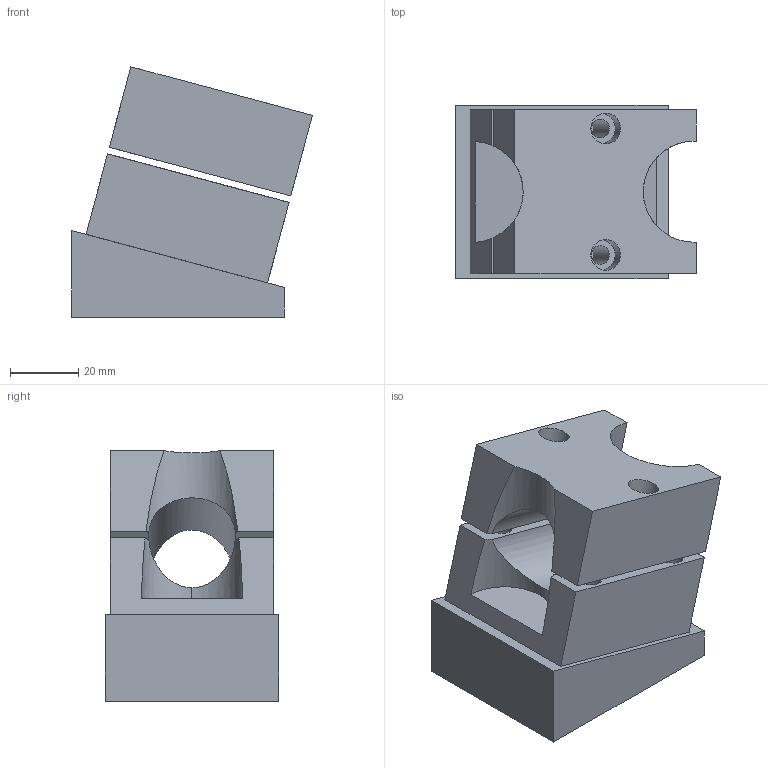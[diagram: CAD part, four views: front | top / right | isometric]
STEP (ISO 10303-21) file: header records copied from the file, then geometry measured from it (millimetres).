
FILE_DESCRIPTION(('FreeCAD Model'),'2;1');
FILE_NAME( 'parts.step', '2017-12-10T22:49:05',('Author'),(''), 'Open CASCADE STEP processor 7.1','FreeCAD','Unknown');
FILE_SCHEMA(('AUTOMOTIVE_DESIGN { 1 0 10303 214 1 1 1 1 }'));
Length unit declared in the file: millimetre
Products named in the file (6): Part; Body; Part001; Body001; Part002; Body002
Assembly tree (3 placements, depth 2):
  Part
    Body
  Part001
    Body001
  Part002
    Body002
Bounding box: 70.5 x 50.8 x 73.34 mm (x, y, z)
Volume: 142496.7 mm3; surface area: 35002.7 mm2
Topology: 3 solids, 3 shells, 56 faces, 132 edges, 88 vertices
Faces by surface type: plane 30, cylinder 26
Full cylindrical faces by diameter (mm): 4.2 x6, 5.5 x6, 9 x6
Entity records: 4769 total; most frequent: CARTESIAN_POINT 2052, DIRECTION 458, ORIENTED_EDGE 264, PCURVE 264, DEFINITIONAL_REPRESENTATION 264, LINE 180, VECTOR 180, EDGE_CURVE 132
